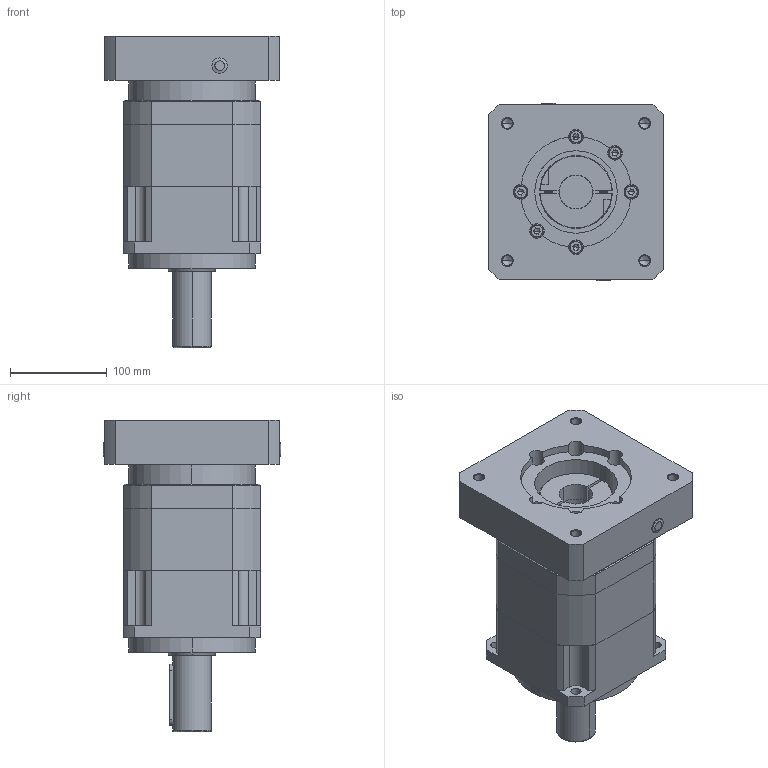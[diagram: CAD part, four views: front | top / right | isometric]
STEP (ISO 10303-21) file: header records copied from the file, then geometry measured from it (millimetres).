
FILE_DESCRIPTION (( 'STEP AP203' ), '1' );
FILE_NAME ('142蛌180邧僇俋夤.STEP', '2017-11-22T05:58:28', ( 'Sky123.Org' ), ( 'Sky123.Org' ), 'SwSTEP 2.0', 'SolidWorks 2012', '' );
FILE_SCHEMA (( 'CONFIG_CONTROL_DESIGN' ));
Length unit declared in the file: millimetre
Products named in the file (1): 142蛌180邧僇俋夤
Bounding box: 180 x 183 x 321 mm (x, y, z)
Volume: 4659871.6 mm3; surface area: 405957.7 mm2
Topology: 26 solids, 27 shells, 785 faces, 1933 edges, 1203 vertices
Faces by surface type: plane 353, cylinder 258, cone 94, bspline 78, sphere 2
Entity records: 28296 total; most frequent: CARTESIAN_POINT 10314, ORIENTED_EDGE 3782, DIRECTION 3699, EDGE_CURVE 1891, AXIS2_PLACEMENT_3D 1394, VERTEX_POINT 1203, LINE 911, VECTOR 911
